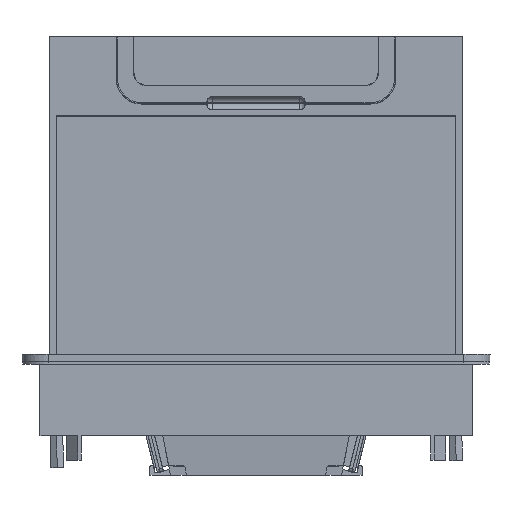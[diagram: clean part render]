
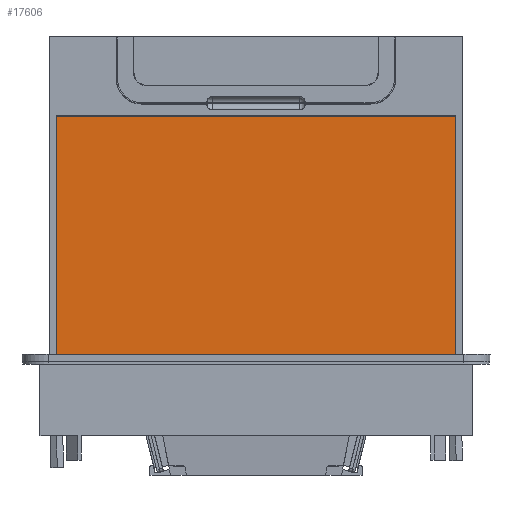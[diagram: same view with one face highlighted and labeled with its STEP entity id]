
A CAD part, front view. The second image highlights one B-rep face of the part: STEP entity #17606.
In plain terms, the highlighted face is planar.
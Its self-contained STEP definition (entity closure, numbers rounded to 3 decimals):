
#16592=CARTESIAN_POINT('Vertex',(54.933,-122.,5.1)) ;
#16595=CARTESIAN_POINT('Line Origine',(-22.77,-122.,5.1)) ;
#16599=CARTESIAN_POINT('Vertex',(-100.474,-122.,5.1)) ;
#16620=CARTESIAN_POINT('Line Origine',(-100.474,0.,5.1)) ;
#16624=CARTESIAN_POINT('Vertex',(-100.474,122.,5.1)) ;
#16644=CARTESIAN_POINT('Line Origine',(-22.77,122.,5.1)) ;
#16648=CARTESIAN_POINT('Vertex',(54.933,122.,5.1)) ;
#17583=CARTESIAN_POINT('Line Origine',(54.933,0.,5.1)) ;
#17595=CARTESIAN_POINT('Axis2P3D Location',(54.933,0.,5.1)) ;
#16596=DIRECTION('Vector Direction',(-1.,0.,0.)) ;
#16621=DIRECTION('Vector Direction',(0.,-1.,0.)) ;
#16645=DIRECTION('Vector Direction',(-1.,0.,0.)) ;
#17584=DIRECTION('Vector Direction',(0.,1.,0.)) ;
#17596=DIRECTION('Axis2P3D Direction',(0.,0.,1.)) ;
#17597=DIRECTION('Axis2P3D XDirection',(-1.,0.,0.)) ;
#17598=AXIS2_PLACEMENT_3D('Plane Axis2P3D',#17595,#17596,#17597) ;
#17601=ORIENTED_EDGE('',*,*,#17587,.F.) ;
#17602=ORIENTED_EDGE('',*,*,#16650,.T.) ;
#17603=ORIENTED_EDGE('',*,*,#16626,.T.) ;
#17604=ORIENTED_EDGE('',*,*,#16601,.F.) ;
#16597=VECTOR('Line Direction',#16596,1.) ;
#16622=VECTOR('Line Direction',#16621,1.) ;
#16646=VECTOR('Line Direction',#16645,1.) ;
#17585=VECTOR('Line Direction',#17584,1.) ;
#17606=ADVANCED_FACE('Corps de pi\X2\00E8\X0\ce.1',(#17605),#17599,.T.) ;
#16601=EDGE_CURVE('',#16593,#16600,#16598,.T.) ;
#16626=EDGE_CURVE('',#16625,#16600,#16623,.T.) ;
#16650=EDGE_CURVE('',#16649,#16625,#16647,.T.) ;
#17587=EDGE_CURVE('',#16649,#16593,#17586,.F.) ;
#17600=EDGE_LOOP('',(#17601,#17602,#17603,#17604)) ;
#17605=FACE_OUTER_BOUND('',#17600,.T.) ;
#16598=LINE('Line',#16595,#16597) ;
#16623=LINE('Line',#16620,#16622) ;
#16647=LINE('Line',#16644,#16646) ;
#17586=LINE('Line',#17583,#17585) ;
#17599=PLANE('',#17598) ;
#16593=VERTEX_POINT('',#16592) ;
#16600=VERTEX_POINT('',#16599) ;
#16625=VERTEX_POINT('',#16624) ;
#16649=VERTEX_POINT('',#16648) ;
